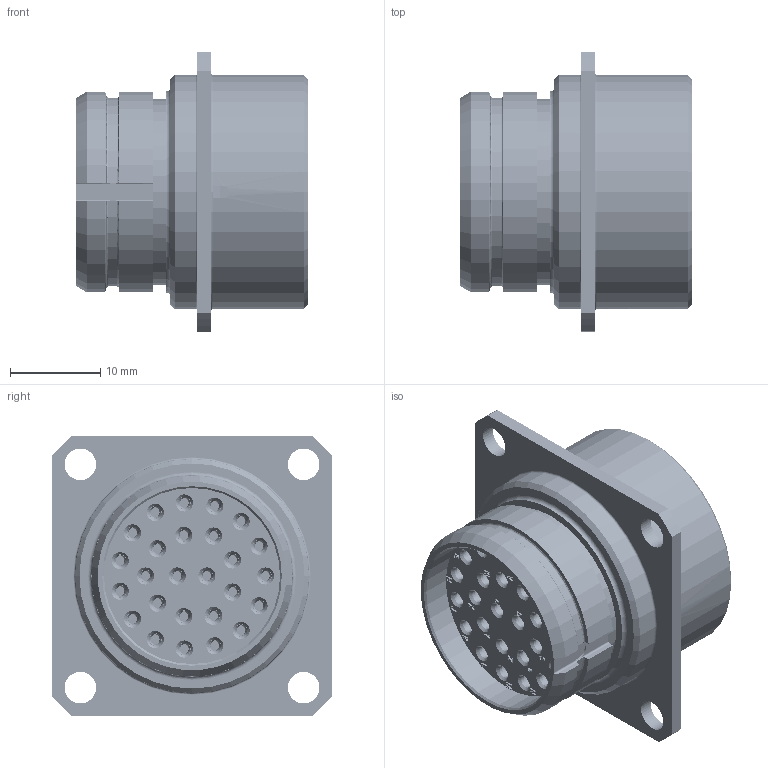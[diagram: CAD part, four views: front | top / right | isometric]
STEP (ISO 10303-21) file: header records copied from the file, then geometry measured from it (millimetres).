
FILE_DESCRIPTION((''),'2;1');
FILE_NAME('1332E426FS','2024-07-26T13:36:54',('paultorloting'),('NET AG system integration'),'CREO PARAMETRIC BY PTC INC, 2021404','CREO PARAMETRIC BY PTC INC, 2021404','');
FILE_SCHEMA(('AUTOMOTIVE_DESIGN { 1 0 10303 214 1 1 1 1 }'));
Products named in the file (1): 1332E426FS
Bounding box: 25.8 x 31 x 31 mm (x, y, z)
Volume: 9192.9 mm3; surface area: 15308.2 mm2
Topology: 1 solids, 1 shells, 4195 faces, 10751 edges, 6770 vertices
Faces by surface type: plane 1950, cylinder 1407, torus 332, cone 220, bspline 182, extrusion 104
Entity records: 164292 total; most frequent: CARTESIAN_POINT 40412, ORIENTED_EDGE 21502, DIRECTION 20058, EDGE_CURVE 10751, AXIS2_PLACEMENT_3D 7352, VERTEX_POINT 6770, VECTOR 5351, LINE 5247
